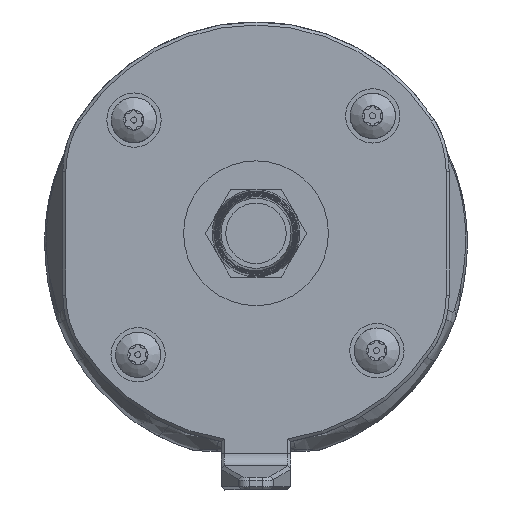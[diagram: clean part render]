
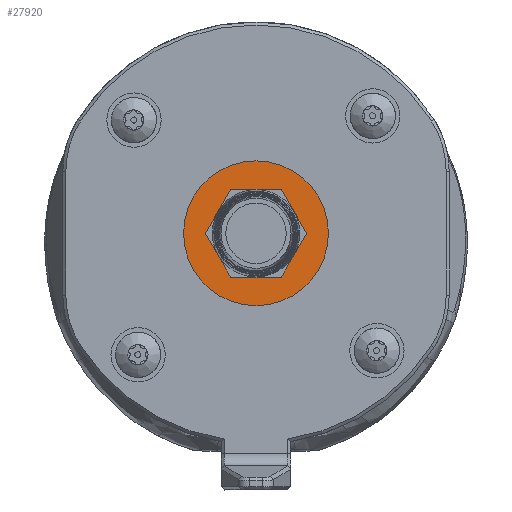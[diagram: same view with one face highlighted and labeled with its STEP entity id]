
A CAD part, front view. The second image highlights one B-rep face of the part: STEP entity #27920.
In plain terms, the highlighted planar face has unit normal (0, -1, 0).
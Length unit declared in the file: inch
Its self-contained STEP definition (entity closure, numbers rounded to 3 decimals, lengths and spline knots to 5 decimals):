
#2350 = DIRECTION ( 'NONE',  ( 0., 0., 1. ) ) ;
#6579 = EDGE_CURVE ( 'NONE', #45096, #45096, #55938, .T. ) ;
#6783 = CARTESIAN_POINT ( 'NONE',  ( 0., 0., -0.90551 ) ) ;
#10444 = AXIS2_PLACEMENT_3D ( 'NONE', #33285, #60417, #59525 ) ;
#11276 = ORIENTED_EDGE ( 'NONE', *, *, #21182, .F. ) ;
#12804 = DIRECTION ( 'NONE',  ( 0., 0., 1. ) ) ;
#20799 = DIRECTION ( 'NONE',  ( 0., 1., 0. ) ) ;
#21182 = EDGE_CURVE ( 'NONE', #56891, #56891, #76981, .T. ) ;
#26613 = CARTESIAN_POINT ( 'NONE',  ( 0., 0., -1.37795 ) ) ;
#27920 = ADVANCED_FACE ( 'NONE', ( #77553, #70878 ), #83326, .F. ) ;
#33285 = CARTESIAN_POINT ( 'NONE',  ( 0., 0., -1.37795 ) ) ;
#44171 = DIRECTION ( 'NONE',  ( 0., 1., 0. ) ) ;
#45096 = VERTEX_POINT ( 'NONE', #86871 ) ;
#49441 = AXIS2_PLACEMENT_3D ( 'NONE', #50837, #44171, #2350 ) ;
#50837 = CARTESIAN_POINT ( 'NONE',  ( 0., 0., -1.37795 ) ) ;
#53556 = EDGE_LOOP ( 'NONE', ( #59740 ) ) ;
#55938 = CIRCLE ( 'NONE', #10444, 0.20866 ) ;
#56891 = VERTEX_POINT ( 'NONE', #6783 ) ;
#59525 = DIRECTION ( 'NONE',  ( 0., 0., 1. ) ) ;
#59740 = ORIENTED_EDGE ( 'NONE', *, *, #6579, .T. ) ;
#60417 = DIRECTION ( 'NONE',  ( 0., 1., 0. ) ) ;
#69955 = AXIS2_PLACEMENT_3D ( 'NONE', #26613, #20799, #12804 ) ;
#70878 = FACE_OUTER_BOUND ( 'NONE', #77854, .T. ) ;
#76981 = CIRCLE ( 'NONE', #69955, 0.47244 ) ;
#77553 = FACE_BOUND ( 'NONE', #53556, .T. ) ;
#77854 = EDGE_LOOP ( 'NONE', ( #11276 ) ) ;
#83326 = PLANE ( 'NONE',  #49441 ) ;
#86871 = CARTESIAN_POINT ( 'NONE',  ( 0., 0., -1.16929 ) ) ;
